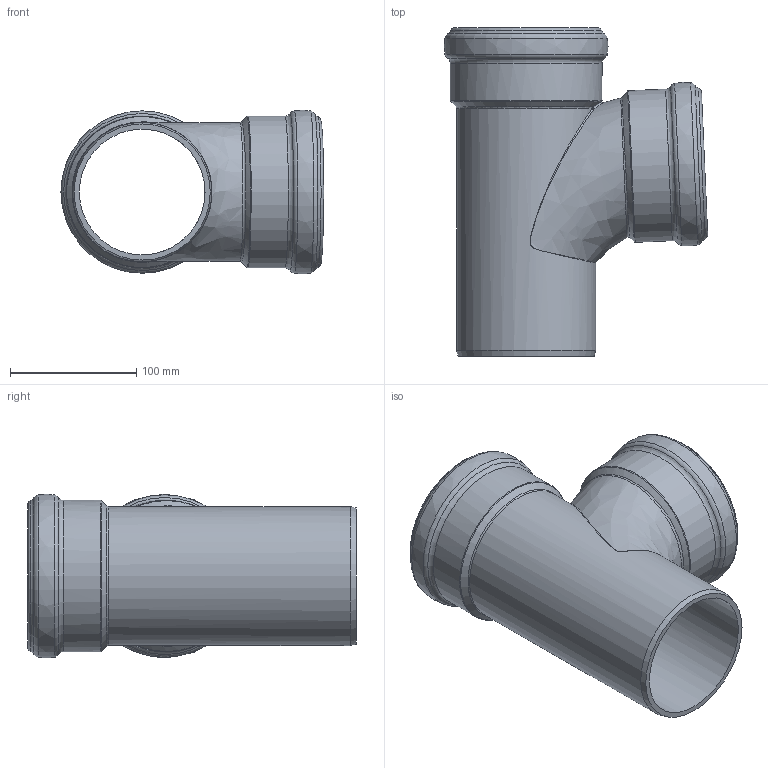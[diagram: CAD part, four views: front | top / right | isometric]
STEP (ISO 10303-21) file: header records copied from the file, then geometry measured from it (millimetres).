
FILE_DESCRIPTION(/* description */ (''),/* implementation_level */ '2;1');
FILE_NAME(/* name */ '335400 SKOLANsafeEA Abzweiger DN_OD 110_110_87°.stp',/* time_stamp */ '2018-01-09T11:45:58+01:00',/* author */ ('user1'),/* organization */ (''),/* preprocessor_version */ 'ST-DEVELOPER v16.1',/* originating_system */ 'Autodesk Inventor 2016',/* authorisation */ '');
FILE_SCHEMA (('AUTOMOTIVE_DESIGN { 1 0 10303 214 3 1 1 }'));
Length unit declared in the file: millimetre
Products named in the file (1): 335400 SKOLANsafeEA Abzweiger DN_OD 110_110_87°
Bounding box: 208.99 x 260.5 x 129.84 mm (x, y, z)
Volume: 610315.3 mm3; surface area: 244852.8 mm2
Topology: 1 solids, 1 shells, 58 faces, 134 edges, 75 vertices
Faces by surface type: torus 26, bspline 12, cylinder 10, cone 9, plane 1
Full cylindrical faces by diameter (mm): 99.8 x1, 110.4 x1, 110.8 x2, 111.3 x2, 120.4 x2, 120.9 x2
Entity records: 2673 total; most frequent: CARTESIAN_POINT 1590, DIRECTION 216, ORIENTED_EDGE 172, AXIS2_PLACEMENT_3D 108, EDGE_LOOP 103, EDGE_CURVE 86, VERTEX_POINT 71, CIRCLE 61
